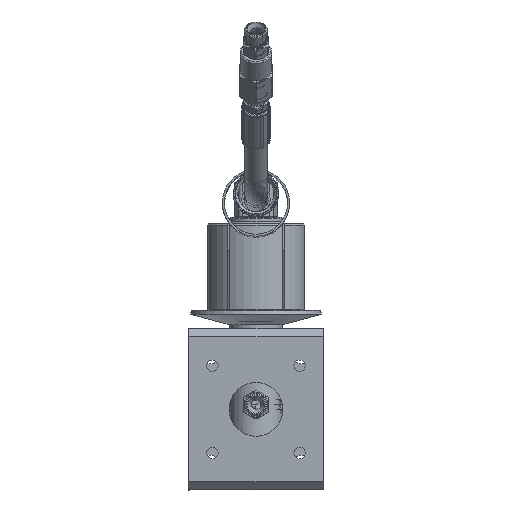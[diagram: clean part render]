
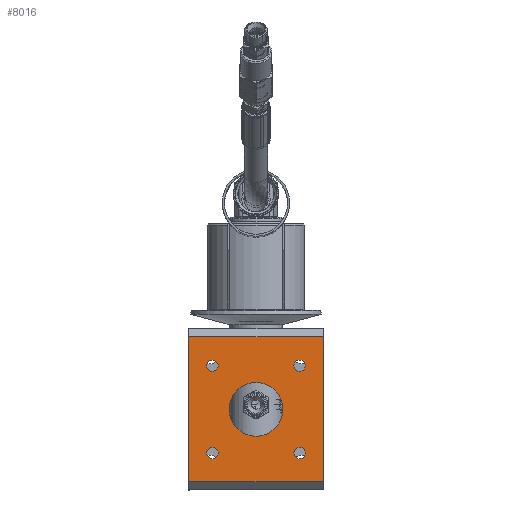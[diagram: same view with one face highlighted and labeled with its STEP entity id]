
A CAD part, front view. The second image highlights one B-rep face of the part: STEP entity #8016.
In plain terms, the highlighted planar face has unit normal (0, -1, 0).
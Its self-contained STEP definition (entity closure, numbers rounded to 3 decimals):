
#453=LINE('',#13985,#846);
#454=LINE('',#13987,#847);
#455=LINE('',#13989,#848);
#456=LINE('',#13990,#849);
#846=VECTOR('',#10699,108.);
#847=VECTOR('',#10700,100.);
#848=VECTOR('',#10701,108.);
#849=VECTOR('',#10702,100.);
#1080=PLANE('',#8824);
#1445=FACE_BOUND('',#2487,.T.);
#1446=FACE_BOUND('',#2488,.T.);
#1447=FACE_BOUND('',#2489,.T.);
#1448=FACE_BOUND('',#2490,.T.);
#1449=FACE_BOUND('',#2491,.T.);
#1854=FACE_OUTER_BOUND('',#2486,.T.);
#2486=EDGE_LOOP('',(#6368,#6369,#6370,#6371));
#2487=EDGE_LOOP('',(#6372));
#2488=EDGE_LOOP('',(#6373));
#2489=EDGE_LOOP('',(#6374));
#2490=EDGE_LOOP('',(#6375));
#2491=EDGE_LOOP('',(#6376));
#3051=CIRCLE('',#8815,20.);
#3052=CIRCLE('',#8817,4.25);
#3053=CIRCLE('',#8819,4.25);
#3054=CIRCLE('',#8821,4.25);
#3055=CIRCLE('',#8823,4.25);
#3724=VERTEX_POINT('',#13968);
#3725=VERTEX_POINT('',#13971);
#3726=VERTEX_POINT('',#13974);
#3727=VERTEX_POINT('',#13977);
#3728=VERTEX_POINT('',#13980);
#3729=VERTEX_POINT('',#13983);
#3730=VERTEX_POINT('',#13984);
#3731=VERTEX_POINT('',#13986);
#3732=VERTEX_POINT('',#13988);
#4665=EDGE_CURVE('',#3724,#3724,#3051,.T.);
#4666=EDGE_CURVE('',#3725,#3725,#3052,.T.);
#4667=EDGE_CURVE('',#3726,#3726,#3053,.T.);
#4668=EDGE_CURVE('',#3727,#3727,#3054,.T.);
#4669=EDGE_CURVE('',#3728,#3728,#3055,.T.);
#4670=EDGE_CURVE('',#3729,#3730,#453,.T.);
#4671=EDGE_CURVE('',#3731,#3729,#454,.T.);
#4672=EDGE_CURVE('',#3732,#3731,#455,.T.);
#4673=EDGE_CURVE('',#3730,#3732,#456,.T.);
#6368=ORIENTED_EDGE('',*,*,#4670,.F.);
#6369=ORIENTED_EDGE('',*,*,#4671,.F.);
#6370=ORIENTED_EDGE('',*,*,#4672,.F.);
#6371=ORIENTED_EDGE('',*,*,#4673,.F.);
#6372=ORIENTED_EDGE('',*,*,#4665,.T.);
#6373=ORIENTED_EDGE('',*,*,#4666,.T.);
#6374=ORIENTED_EDGE('',*,*,#4667,.T.);
#6375=ORIENTED_EDGE('',*,*,#4668,.T.);
#6376=ORIENTED_EDGE('',*,*,#4669,.T.);
#8016=ADVANCED_FACE('',(#1854,#1445,#1446,#1447,#1448,#1449),#1080,.T.);
#8815=AXIS2_PLACEMENT_3D('',#13969,#10679,#10680);
#8817=AXIS2_PLACEMENT_3D('',#13972,#10683,#10684);
#8819=AXIS2_PLACEMENT_3D('',#13975,#10687,#10688);
#8821=AXIS2_PLACEMENT_3D('',#13978,#10691,#10692);
#8823=AXIS2_PLACEMENT_3D('',#13981,#10695,#10696);
#8824=AXIS2_PLACEMENT_3D('',#13982,#10697,#10698);
#10679=DIRECTION('center_axis',(0.,1.,
0.));
#10680=DIRECTION('ref_axis',(1.,0.,0.));
#10683=DIRECTION('center_axis',(0.,1.,
0.));
#10684=DIRECTION('ref_axis',(1.,0.,0.));
#10687=DIRECTION('center_axis',(0.,1.,
0.));
#10688=DIRECTION('ref_axis',(1.,0.,0.));
#10691=DIRECTION('center_axis',(0.,1.,
0.));
#10692=DIRECTION('ref_axis',(1.,0.,0.));
#10695=DIRECTION('center_axis',(0.,1.,
0.));
#10696=DIRECTION('ref_axis',(1.,0.,0.));
#10697=DIRECTION('center_axis',(0.,-1.,
0.));
#10698=DIRECTION('ref_axis',(-1.,0.,0.));
#10699=DIRECTION('',(0.,0.,1.));
#10700=DIRECTION('',(-1.,0.,0.));
#10701=DIRECTION('',(0.,0.,-1.));
#10702=DIRECTION('',(1.,0.,0.));
#13968=CARTESIAN_POINT('',(-20.,788.934,-61.847));
#13969=CARTESIAN_POINT('Origin',(0.,788.934,
-61.847));
#13971=CARTESIAN_POINT('',(-36.75,788.944,-29.347));
#13972=CARTESIAN_POINT('Origin',(-32.5,788.944,-29.347));
#13974=CARTESIAN_POINT('',(28.25,788.944,-29.347));
#13975=CARTESIAN_POINT('Origin',(32.5,788.944,-29.347));
#13977=CARTESIAN_POINT('',(-36.75,788.924,-94.347));
#13978=CARTESIAN_POINT('Origin',(-32.5,788.924,-94.347));
#13980=CARTESIAN_POINT('',(28.25,788.924,-94.347));
#13981=CARTESIAN_POINT('Origin',(32.5,788.924,-94.347));
#13982=CARTESIAN_POINT('Origin',(0.,788.934,
-61.847));
#13983=CARTESIAN_POINT('',(-50.,788.918,-115.847));
#13984=CARTESIAN_POINT('',(-50.,788.95,-7.847));
#13985=CARTESIAN_POINT('',(-50.,788.918,-115.847));
#13986=CARTESIAN_POINT('',(50.,788.918,-115.847));
#13987=CARTESIAN_POINT('',(0.,788.918,-115.847));
#13988=CARTESIAN_POINT('',(50.,788.95,-7.847));
#13989=CARTESIAN_POINT('',(50.,788.95,-7.847));
#13990=CARTESIAN_POINT('',(0.,788.95,-7.847));
